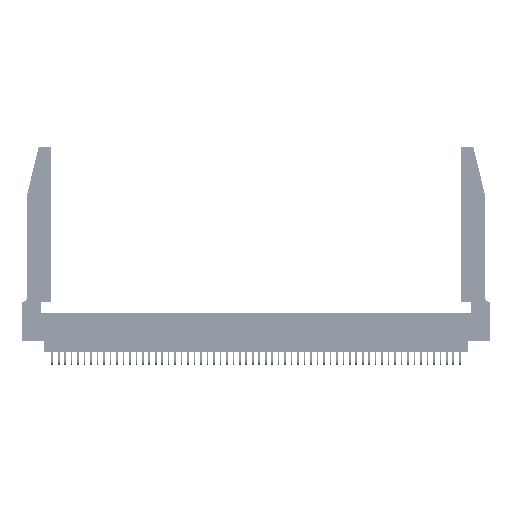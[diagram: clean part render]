
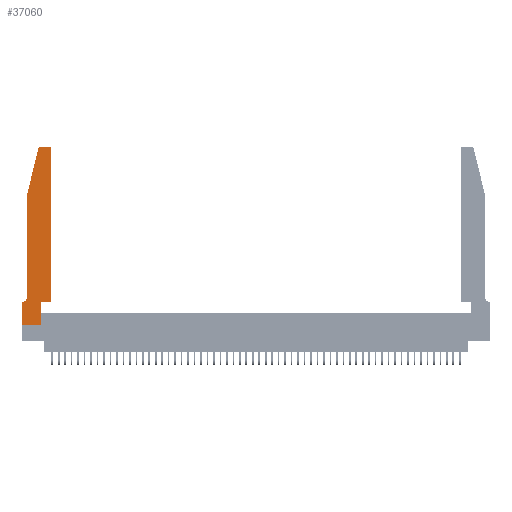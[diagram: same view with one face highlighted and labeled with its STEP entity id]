
A CAD part, top view. The second image highlights one B-rep face of the part: STEP entity #37060.
In plain terms, the highlighted planar face has unit normal (0, 0, 1).
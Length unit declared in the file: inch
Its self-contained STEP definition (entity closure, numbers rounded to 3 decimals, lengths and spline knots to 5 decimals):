
#115 = VERTEX_POINT ( 'NONE', #17623 ) ;
#459 = VERTEX_POINT ( 'NONE', #52766 ) ;
#999 = DIRECTION ( 'NONE',  ( 1., 0., 0. ) ) ;
#2130 = DIRECTION ( 'NONE',  ( 1., 0., 0. ) ) ;
#2219 = CARTESIAN_POINT ( 'NONE',  ( 0., 0., 0.37 ) ) ;
#3540 = EDGE_CURVE ( 'NONE', #28394, #35655, #11132, .T. ) ;
#3560 = VECTOR ( 'NONE', #16775, 39.37008 ) ;
#4406 = AXIS2_PLACEMENT_3D ( 'NONE', #45977, #33588, #37795 ) ;
#4582 = DIRECTION ( 'NONE',  ( -1., 0., 0. ) ) ;
#5127 = DIRECTION ( 'NONE',  ( 0., 0., 1. ) ) ;
#5553 = LINE ( 'NONE', #32856, #3560 ) ;
#5833 = VECTOR ( 'NONE', #22592, 39.37008 ) ;
#6074 = EDGE_CURVE ( 'NONE', #30965, #28239, #20613, .T. ) ;
#6399 = VECTOR ( 'NONE', #52219, 39.37008 ) ;
#6418 = CARTESIAN_POINT ( 'NONE',  ( 0.0055, 0.42, 0.37 ) ) ;
#7112 = LINE ( 'NONE', #10351, #19501 ) ;
#7454 = DIRECTION ( 'NONE',  ( 0., 1., 0. ) ) ;
#7809 = CARTESIAN_POINT ( 'NONE',  ( 0.25487, 2.72718, 0.37 ) ) ;
#7908 = CIRCLE ( 'NONE', #22829, 0.03 ) ;
#7986 = ORIENTED_EDGE ( 'NONE', *, *, #24848, .T. ) ;
#9209 = CARTESIAN_POINT ( 'NONE',  ( 0., 0., 0.37 ) ) ;
#9907 = DIRECTION ( 'NONE',  ( 1., 0., 0. ) ) ;
#10351 = CARTESIAN_POINT ( 'NONE',  ( 0.4505, 0.35, 0.37 ) ) ;
#10712 = VERTEX_POINT ( 'NONE', #35851 ) ;
#11132 = CIRCLE ( 'NONE', #27401, 0.03 ) ;
#11388 = VERTEX_POINT ( 'NONE', #44513 ) ;
#11398 = ORIENTED_EDGE ( 'NONE', *, *, #52638, .T. ) ;
#11492 = VECTOR ( 'NONE', #26171, 39.37008 ) ;
#11867 = LINE ( 'NONE', #9209, #24216 ) ;
#12665 = ORIENTED_EDGE ( 'NONE', *, *, #39645, .T. ) ;
#14107 = ORIENTED_EDGE ( 'NONE', *, *, #40271, .T. ) ;
#15614 = EDGE_CURVE ( 'NONE', #11388, #10712, #21590, .T. ) ;
#16080 = ORIENTED_EDGE ( 'NONE', *, *, #36728, .T. ) ;
#16334 = CARTESIAN_POINT ( 'NONE',  ( 0.4505, 2.72, 0.37 ) ) ;
#16775 = DIRECTION ( 'NONE',  ( -1., 0., 0. ) ) ;
#17109 = DIRECTION ( 'NONE',  ( 1., 0., 0. ) ) ;
#17623 = CARTESIAN_POINT ( 'NONE',  ( 0.0055, 0.35, 0.37 ) ) ;
#18486 = VERTEX_POINT ( 'NONE', #26852 ) ;
#18740 = LINE ( 'NONE', #41008, #30349 ) ;
#18873 = CARTESIAN_POINT ( 'NONE',  ( 0.2865, 0., 0.37 ) ) ;
#18997 = FACE_OUTER_BOUND ( 'NONE', #52113, .T. ) ;
#19501 = VECTOR ( 'NONE', #2130, 39.37008 ) ;
#19612 = CARTESIAN_POINT ( 'NONE',  ( 0.4205, 2.75, 0.37 ) ) ;
#20596 = DIRECTION ( 'NONE',  ( 0., 0., -1. ) ) ;
#20613 = LINE ( 'NONE', #34319, #11492 ) ;
#20759 = CIRCLE ( 'NONE', #39947, 0.07 ) ;
#21357 = CARTESIAN_POINT ( 'NONE',  ( 0.284, 2.75, 0.37 ) ) ;
#21590 = LINE ( 'NONE', #32971, #30658 ) ;
#21677 = PLANE ( 'NONE',  #4406 ) ;
#22515 = CARTESIAN_POINT ( 'NONE',  ( 0., 0., 0.37 ) ) ;
#22592 = DIRECTION ( 'NONE',  ( 0., -1., 0. ) ) ;
#22653 = ORIENTED_EDGE ( 'NONE', *, *, #47812, .T. ) ;
#22829 = AXIS2_PLACEMENT_3D ( 'NONE', #34347, #5127, #9907 ) ;
#23159 = CARTESIAN_POINT ( 'NONE',  ( 0.0755, 2., 0.37 ) ) ;
#24216 = VECTOR ( 'NONE', #999, 39.37008 ) ;
#24848 = EDGE_CURVE ( 'NONE', #28239, #44296, #7908, .T. ) ;
#26171 = DIRECTION ( 'NONE',  ( 0., 1., 0. ) ) ;
#26852 = CARTESIAN_POINT ( 'NONE',  ( 0., 0.35, 0.37 ) ) ;
#27401 = AXIS2_PLACEMENT_3D ( 'NONE', #33549, #41954, #17109 ) ;
#28239 = VERTEX_POINT ( 'NONE', #16334 ) ;
#28277 = ORIENTED_EDGE ( 'NONE', *, *, #15614, .T. ) ;
#28303 = ORIENTED_EDGE ( 'NONE', *, *, #48801, .T. ) ;
#28394 = VERTEX_POINT ( 'NONE', #21357 ) ;
#29771 = VERTEX_POINT ( 'NONE', #22515 ) ;
#29788 = LINE ( 'NONE', #23159, #6399 ) ;
#30349 = VECTOR ( 'NONE', #7454, 39.37008 ) ;
#30658 = VECTOR ( 'NONE', #45193, 39.37008 ) ;
#30965 = VERTEX_POINT ( 'NONE', #45432 ) ;
#32856 = CARTESIAN_POINT ( 'NONE',  ( 0.0755, 0.35, 0.37 ) ) ;
#32971 = CARTESIAN_POINT ( 'NONE',  ( 0.0755, 2., 0.37 ) ) ;
#33549 = CARTESIAN_POINT ( 'NONE',  ( 0.284, 2.72, 0.37 ) ) ;
#33588 = DIRECTION ( 'NONE',  ( 0., 0., 1. ) ) ;
#34319 = CARTESIAN_POINT ( 'NONE',  ( 0.4505, 0.35, 0.37 ) ) ;
#34347 = CARTESIAN_POINT ( 'NONE',  ( 0.4205, 2.72, 0.37 ) ) ;
#35655 = VERTEX_POINT ( 'NONE', #7809 ) ;
#35851 = CARTESIAN_POINT ( 'NONE',  ( 0.0755, 0.42, 0.37 ) ) ;
#36728 = EDGE_CURVE ( 'NONE', #29771, #50213, #11867, .T. ) ;
#37060 = ADVANCED_FACE ( 'NONE', ( #18997 ), #21677, .T. ) ;
#37795 = DIRECTION ( 'NONE',  ( 1., 0., 0. ) ) ;
#39645 = EDGE_CURVE ( 'NONE', #10712, #115, #20759, .T. ) ;
#39780 = ORIENTED_EDGE ( 'NONE', *, *, #46842, .T. ) ;
#39947 = AXIS2_PLACEMENT_3D ( 'NONE', #6418, #20596, #4582 ) ;
#40271 = EDGE_CURVE ( 'NONE', #50213, #459, #18740, .T. ) ;
#40831 = ORIENTED_EDGE ( 'NONE', *, *, #3540, .T. ) ;
#41008 = CARTESIAN_POINT ( 'NONE',  ( 0.2865, 0.35, 0.37 ) ) ;
#41352 = ORIENTED_EDGE ( 'NONE', *, *, #6074, .T. ) ;
#41585 = VECTOR ( 'NONE', #49971, 39.37008 ) ;
#41954 = DIRECTION ( 'NONE',  ( 0., 0., 1. ) ) ;
#44296 = VERTEX_POINT ( 'NONE', #19612 ) ;
#44513 = CARTESIAN_POINT ( 'NONE',  ( 0.0755, 2., 0.37 ) ) ;
#45193 = DIRECTION ( 'NONE',  ( 0., -1., 0. ) ) ;
#45432 = CARTESIAN_POINT ( 'NONE',  ( 0.4505, 0.35, 0.37 ) ) ;
#45622 = CARTESIAN_POINT ( 'NONE',  ( 0.2605, 2.75, 0.37 ) ) ;
#45977 = CARTESIAN_POINT ( 'NONE',  ( 0., 0.35, 0.37 ) ) ;
#46132 = LINE ( 'NONE', #45622, #41585 ) ;
#46842 = EDGE_CURVE ( 'NONE', #44296, #28394, #46132, .T. ) ;
#47393 = ORIENTED_EDGE ( 'NONE', *, *, #53206, .T. ) ;
#47812 = EDGE_CURVE ( 'NONE', #459, #30965, #7112, .T. ) ;
#48088 = LINE ( 'NONE', #2219, #5833 ) ;
#48801 = EDGE_CURVE ( 'NONE', #115, #18486, #5553, .T. ) ;
#49971 = DIRECTION ( 'NONE',  ( -1., 0., 0. ) ) ;
#50213 = VERTEX_POINT ( 'NONE', #18873 ) ;
#52113 = EDGE_LOOP ( 'NONE', ( #39780, #40831, #47393, #28277, #12665, #28303, #11398, #16080, #14107, #22653, #41352, #7986 ) ) ;
#52219 = DIRECTION ( 'NONE',  ( -0.239, -0.971, 0. ) ) ;
#52638 = EDGE_CURVE ( 'NONE', #18486, #29771, #48088, .T. ) ;
#52766 = CARTESIAN_POINT ( 'NONE',  ( 0.2865, 0.35, 0.37 ) ) ;
#53206 = EDGE_CURVE ( 'NONE', #35655, #11388, #29788, .T. ) ;
